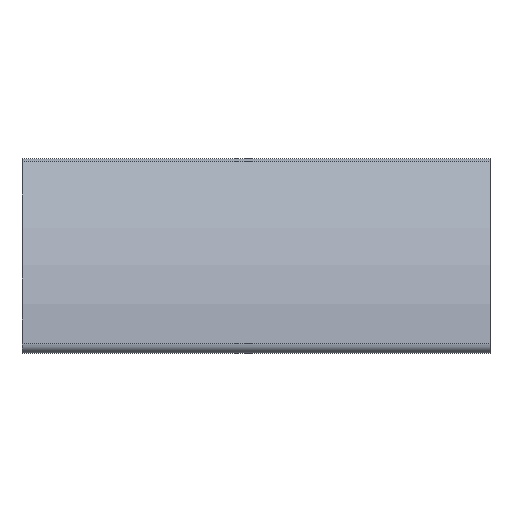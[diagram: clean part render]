
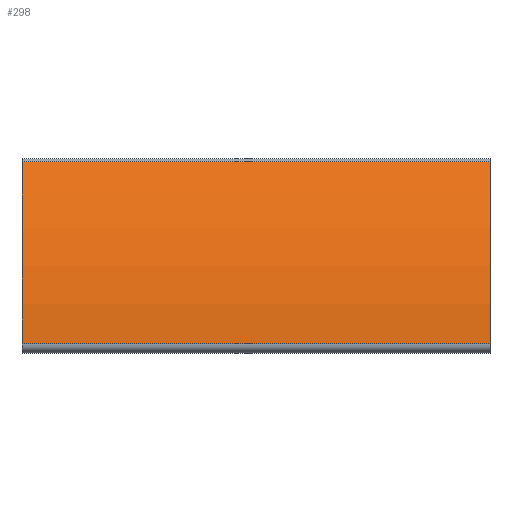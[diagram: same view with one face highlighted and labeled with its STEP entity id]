
A CAD part, left-side view. The second image highlights one B-rep face of the part: STEP entity #298.
In plain terms, the highlighted cylindrical face has radius 60 mm (diameter 120 mm), a partial arc.
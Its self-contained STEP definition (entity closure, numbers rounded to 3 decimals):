
#298 = ADVANCED_FACE( '', ( #689 ), #690, .T. );
#689 = FACE_OUTER_BOUND( '', #1178, .T. );
#690 = CYLINDRICAL_SURFACE( '', #1179, 60. );
#1178 = EDGE_LOOP( '', ( #1951, #1952, #1953, #1954 ) );
#1179 = AXIS2_PLACEMENT_3D( '', #1955, #1956, #1957 );
#1951 = ORIENTED_EDGE( '', *, *, #3321, .F. );
#1952 = ORIENTED_EDGE( '', *, *, #3322, .F. );
#1953 = ORIENTED_EDGE( '', *, *, #3323, .T. );
#1954 = ORIENTED_EDGE( '', *, *, #3324, .T. );
#1955 = CARTESIAN_POINT( '', ( 40.981, 100., -20.787 ) );
#1956 = DIRECTION( '', ( 0., 1., 0. ) );
#1957 = DIRECTION( '', ( 0., 0., -1. ) );
#3321 = EDGE_CURVE( '', #4131, #4132, #4133, .T. );
#3322 = EDGE_CURVE( '', #4134, #4131, #4135, .T. );
#3323 = EDGE_CURVE( '', #4134, #4136, #4137, .T. );
#3324 = EDGE_CURVE( '', #4136, #4132, #4138, .T. );
#4131 = VERTEX_POINT( '', #5211 );
#4132 = VERTEX_POINT( '', #5212 );
#4133 = CIRCLE( '', #5213, 60. );
#4134 = VERTEX_POINT( '', #5214 );
#4135 = LINE( '', #5215, #5216 );
#4136 = VERTEX_POINT( '', #5217 );
#4137 = CIRCLE( '', #5218, 60. );
#4138 = LINE( '', #5219, #5220 );
#5211 = CARTESIAN_POINT( '', ( -2.883, 0., 20.151 ) );
#5212 = CARTESIAN_POINT( '', ( -18.983, 0., -18.718 ) );
#5213 = AXIS2_PLACEMENT_3D( '', #6176, #6177, #6178 );
#5214 = CARTESIAN_POINT( '', ( -2.883, 100., 20.151 ) );
#5215 = CARTESIAN_POINT( '', ( -2.883, 100., 20.151 ) );
#5216 = VECTOR( '', #6179, 1000. );
#5217 = CARTESIAN_POINT( '', ( -18.983, 100., -18.718 ) );
#5218 = AXIS2_PLACEMENT_3D( '', #6180, #6181, #6182 );
#5219 = CARTESIAN_POINT( '', ( -18.983, 100., -18.718 ) );
#5220 = VECTOR( '', #6183, 1000. );
#6176 = CARTESIAN_POINT( '', ( 40.981, 0., -20.787 ) );
#6177 = DIRECTION( '', ( 0., -1., 0. ) );
#6178 = DIRECTION( '', ( 1., 0., 0. ) );
#6179 = DIRECTION( '', ( 0., -1., 0. ) );
#6180 = CARTESIAN_POINT( '', ( 40.981, 100., -20.787 ) );
#6181 = DIRECTION( '', ( 0., -1., 0. ) );
#6182 = DIRECTION( '', ( 1., 0., 0. ) );
#6183 = DIRECTION( '', ( 0., -1., 0. ) );
